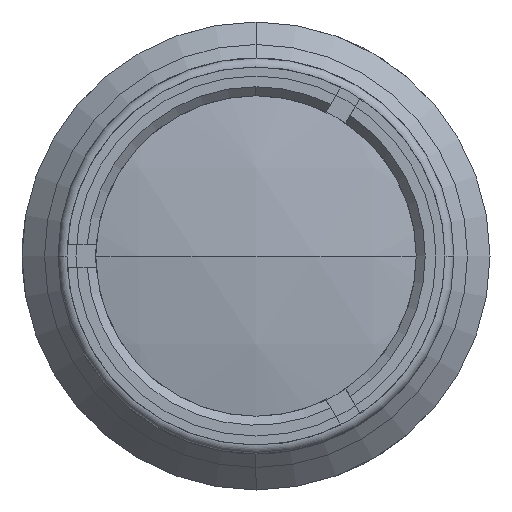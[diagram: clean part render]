
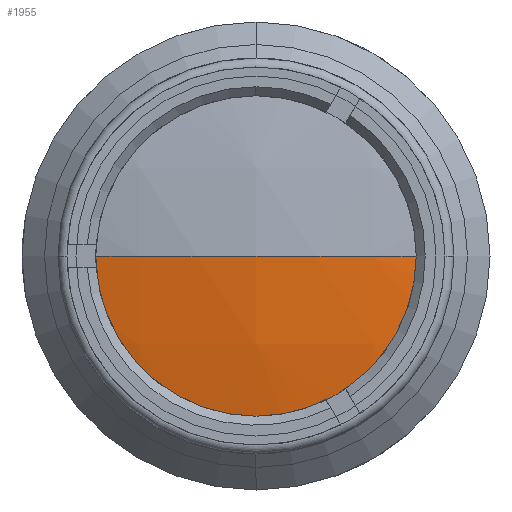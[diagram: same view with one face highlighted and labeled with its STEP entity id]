
A CAD part, left-side view. The second image highlights one B-rep face of the part: STEP entity #1955.
In plain terms, the highlighted spherical face has radius 87.5 mm.
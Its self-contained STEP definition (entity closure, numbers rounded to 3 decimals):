
#10 = AXIS2_PLACEMENT_3D ( 'NONE', #2788, #723, #708 ) ;
#21 = AXIS2_PLACEMENT_3D ( 'NONE', #289, #3674, #2148 ) ;
#58 = VERTEX_POINT ( 'NONE', #3536 ) ;
#289 = CARTESIAN_POINT ( 'NONE',  ( 8.616, 0., 0. ) ) ;
#348 = CARTESIAN_POINT ( 'NONE',  ( -76.683, -19.5, 0. ) ) ;
#349 = CARTESIAN_POINT ( 'NONE',  ( -76.683, 19.5, 0. ) ) ;
#409 = SPHERICAL_SURFACE ( 'NONE', #21, 87.5 ) ;
#570 = FACE_OUTER_BOUND ( 'NONE', #2595, .T. ) ;
#596 = DIRECTION ( 'NONE',  ( 0., 0., 1. ) ) ;
#646 = CIRCLE ( 'NONE', #3506, 19.5 ) ;
#708 = DIRECTION ( 'NONE',  ( 0., -1., 0. ) ) ;
#723 = DIRECTION ( 'NONE',  ( 0., 0., 1. ) ) ;
#813 = VERTEX_POINT ( 'NONE', #348 ) ;
#1090 = EDGE_CURVE ( 'NONE', #2022, #58, #3657, .T. ) ;
#1135 = DIRECTION ( 'NONE',  ( -1., 0., 0. ) ) ;
#1176 = CARTESIAN_POINT ( 'NONE',  ( -76.683, 0., 0. ) ) ;
#1654 = ORIENTED_EDGE ( 'NONE', *, *, #2714, .T. ) ;
#1694 = DIRECTION ( 'NONE',  ( 0., 0., -1. ) ) ;
#1955 = ADVANCED_FACE ( 'NONE', ( #570 ), #409, .T. ) ;
#2022 = VERTEX_POINT ( 'NONE', #349 ) ;
#2148 = DIRECTION ( 'NONE',  ( 0., 1., 0. ) ) ;
#2257 = AXIS2_PLACEMENT_3D ( 'NONE', #3336, #1694, #3562 ) ;
#2266 = EDGE_CURVE ( 'NONE', #2022, #813, #646, .T. ) ;
#2455 = ORIENTED_EDGE ( 'NONE', *, *, #2266, .T. ) ;
#2595 = EDGE_LOOP ( 'NONE', ( #2455, #1654, #3632 ) ) ;
#2714 = EDGE_CURVE ( 'NONE', #813, #58, #3241, .T. ) ;
#2788 = CARTESIAN_POINT ( 'NONE',  ( 8.616, 0., 0. ) ) ;
#3241 = CIRCLE ( 'NONE', #2257, 87.5 ) ;
#3336 = CARTESIAN_POINT ( 'NONE',  ( 8.616, 0., 0. ) ) ;
#3506 = AXIS2_PLACEMENT_3D ( 'NONE', #1176, #1135, #596 ) ;
#3536 = CARTESIAN_POINT ( 'NONE',  ( -78.884, 0., 0. ) ) ;
#3562 = DIRECTION ( 'NONE',  ( 0., 1., 0. ) ) ;
#3632 = ORIENTED_EDGE ( 'NONE', *, *, #1090, .F. ) ;
#3657 = CIRCLE ( 'NONE', #10, 87.5 ) ;
#3674 = DIRECTION ( 'NONE',  ( 0., 0., -1. ) ) ;
